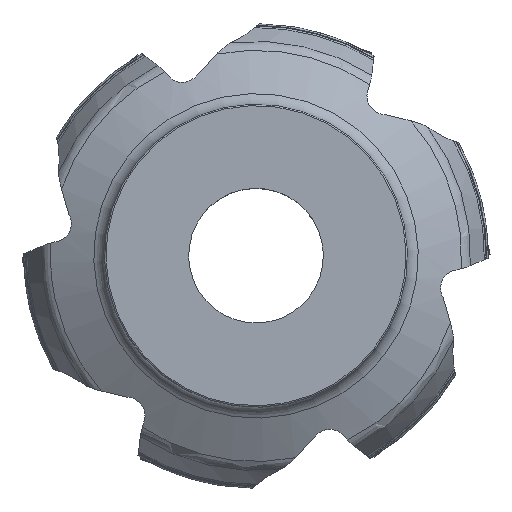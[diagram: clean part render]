
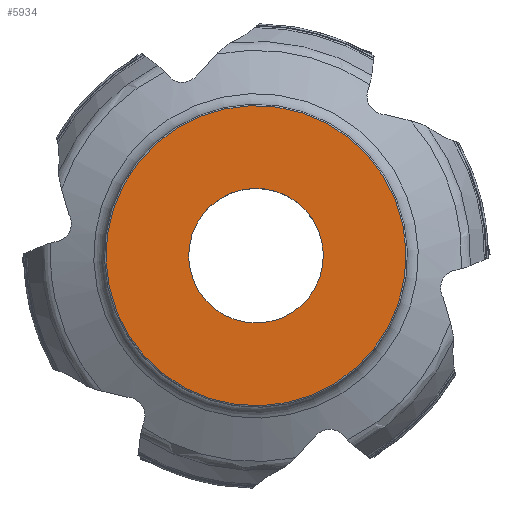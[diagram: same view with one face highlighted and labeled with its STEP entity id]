
A CAD part, top view. The second image highlights one B-rep face of the part: STEP entity #5934.
In plain terms, the highlighted planar face has unit normal (0, 0, 1).
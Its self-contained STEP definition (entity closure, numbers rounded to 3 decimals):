
#1245=FACE_BOUND('',#11707,.T.);
#1246=FACE_BOUND('',#11708,.T.);
#5934=ADVANCED_FACE('CU_BACK_F001',(#1245,#1246),#6507,.F.);
#6507=PLANE('',#47178);
#11707=EDGE_LOOP('',(#27887));
#11708=EDGE_LOOP('',(#27888));
#13856=CIRCLE('',#43467,20.006);
#15466=CIRCLE('',#47176,44.6);
#27887=ORIENTED_EDGE('',*,*,#33545,.F.);
#27888=ORIENTED_EDGE('',*,*,#38402,.T.);
#29222=VERTEX_POINT('',#66510);
#32067=VERTEX_POINT('',#95727);
#33545=EDGE_CURVE('',#29222,#29222,#13856,.T.);
#38402=EDGE_CURVE('',#32067,#32067,#15466,.T.);
#43467=AXIS2_PLACEMENT_3D('',#66509,#49483,#49484);
#47176=AXIS2_PLACEMENT_3D('',#95726,#58457,#58458);
#47178=AXIS2_PLACEMENT_3D('',#95729,#58461,#58462);
#49483=DIRECTION('',(0.,0.,1.));
#49484=DIRECTION('',(0.978,0.208,0.));
#58457=DIRECTION('',(0.,0.,1.));
#58458=DIRECTION('',(0.978,0.208,0.));
#58461=DIRECTION('',(0.,0.,-1.));
#58462=DIRECTION('',(-0.978,-0.208,0.));
#66509=CARTESIAN_POINT('',(0.,0.,
0.));
#66510=CARTESIAN_POINT('',(19.569,4.16,0.));
#95726=CARTESIAN_POINT('',(0.,0.,
0.));
#95727=CARTESIAN_POINT('',(43.625,9.273,0.));
#95729=CARTESIAN_POINT('',(-43.5,0.,0.));
